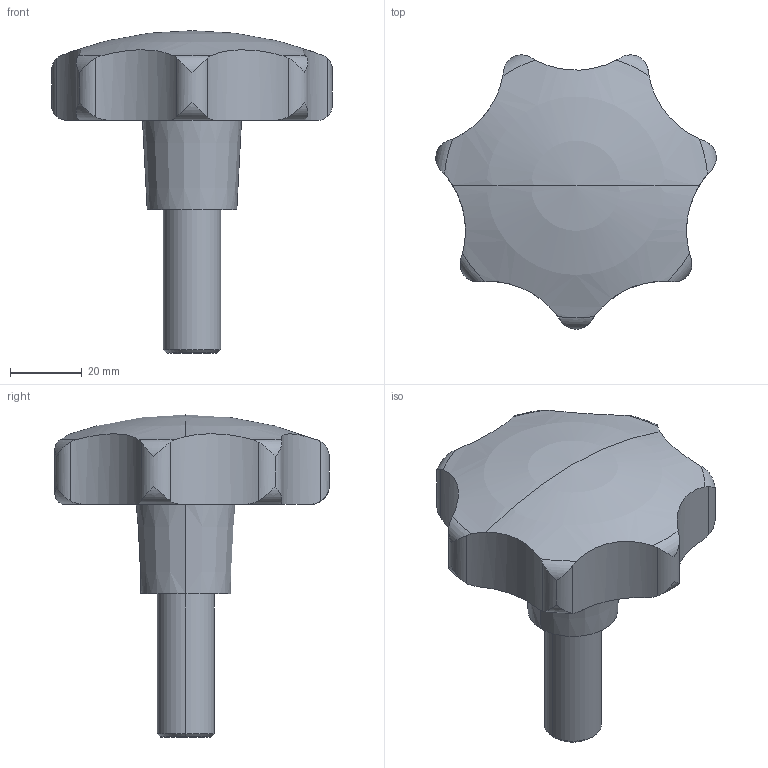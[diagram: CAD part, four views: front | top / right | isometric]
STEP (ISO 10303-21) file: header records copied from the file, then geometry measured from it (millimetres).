
FILE_DESCRIPTION(('STEP AP214'),'1');
FILE_NAME('HALDERN_EH_24740_1302.stp','2017-08-10T07:46:11',('TraceParts'),('TraceParts S.A.'),'Spatial InterOp 3D',' ',' ');
FILE_SCHEMA(('automotive_design'));
Length unit declared in the file: millimetre
Products named in the file (1): HALDERN_EH_24740_1302
Bounding box: 78.24 x 76.53 x 90 mm (x, y, z)
Volume: 93438 mm3; surface area: 18793.5 mm2
Topology: 1 solids, 1 shells, 49 faces, 139 edges, 93 vertices
Faces by surface type: cylinder 19, torus 16, cone 8, plane 4, sphere 2
Entity records: 2495 total; most frequent: CARTESIAN_POINT 893, ORIENTED_EDGE 274, DIRECTION 217, EDGE_CURVE 137, AXIS2_PLACEMENT_3D 95, VERTEX_POINT 93, B_SPLINE_CURVE_WITH_KNOTS 65, EDGE_LOOP 52
